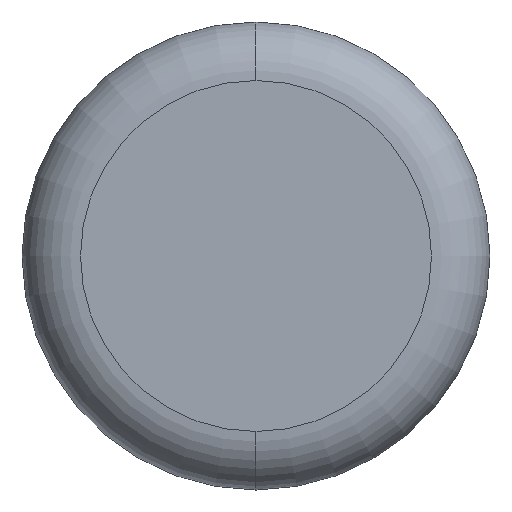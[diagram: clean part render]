
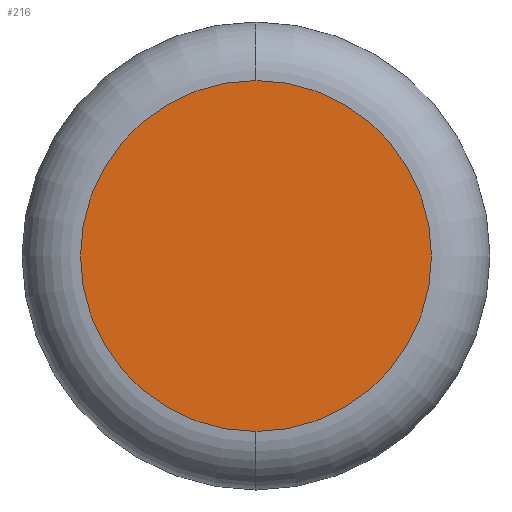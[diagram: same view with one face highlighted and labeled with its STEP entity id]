
A CAD part, left-side view. The second image highlights one B-rep face of the part: STEP entity #216.
In plain terms, the highlighted planar face has unit normal (-1, 0, 0).
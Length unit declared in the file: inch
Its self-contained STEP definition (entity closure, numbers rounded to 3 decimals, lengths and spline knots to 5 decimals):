
#1 = CARTESIAN_POINT ( 'NONE',  ( -0.13562, 0.66684, -0.16129 ) ) ;
#10 = ORIENTED_EDGE ( 'NONE', *, *, #334, .T. ) ;
#11 = DIRECTION ( 'NONE',  ( 0., 0., 1. ) ) ;
#27 = DIRECTION ( 'NONE',  ( 0., 0., 1. ) ) ;
#28 = AXIS2_PLACEMENT_3D ( 'NONE', #337, #129, #27 ) ;
#30 = DIRECTION ( 'NONE',  ( -1., 0., 0. ) ) ;
#32 = PLANE ( 'NONE',  #340 ) ;
#50 = DIRECTION ( 'NONE',  ( 0., 0., 1. ) ) ;
#65 = ORIENTED_EDGE ( 'NONE', *, *, #311, .T. ) ;
#86 = FACE_OUTER_BOUND ( 'NONE', #115, .T. ) ;
#92 = CIRCLE ( 'NONE', #307, 0.04687 ) ;
#115 = EDGE_LOOP ( 'NONE', ( #65, #10 ) ) ;
#129 = DIRECTION ( 'NONE',  ( -1., 0., 0. ) ) ;
#131 = CARTESIAN_POINT ( 'NONE',  ( -0.13562, 0.66684, -0.11441 ) ) ;
#134 = CIRCLE ( 'NONE', #28, 0.04687 ) ;
#216 = ADVANCED_FACE ( 'NONE', ( #86 ), #32, .T. ) ;
#249 = DIRECTION ( 'NONE',  ( -1., 0., 0. ) ) ;
#268 = CARTESIAN_POINT ( 'NONE',  ( -0.13562, 0.66684, -0.06754 ) ) ;
#288 = VERTEX_POINT ( 'NONE', #268 ) ;
#307 = AXIS2_PLACEMENT_3D ( 'NONE', #316, #30, #50 ) ;
#311 = EDGE_CURVE ( 'NONE', #288, #324, #92, .T. ) ;
#316 = CARTESIAN_POINT ( 'NONE',  ( -0.13562, 0.66684, -0.11441 ) ) ;
#324 = VERTEX_POINT ( 'NONE', #1 ) ;
#334 = EDGE_CURVE ( 'NONE', #324, #288, #134, .T. ) ;
#337 = CARTESIAN_POINT ( 'NONE',  ( -0.13562, 0.66684, -0.11441 ) ) ;
#340 = AXIS2_PLACEMENT_3D ( 'NONE', #131, #249, #11 ) ;
